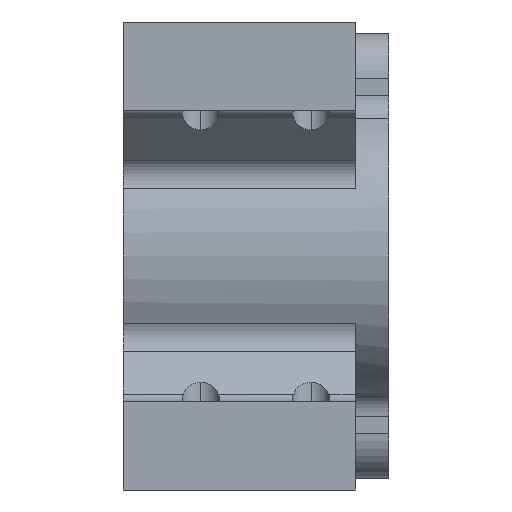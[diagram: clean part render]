
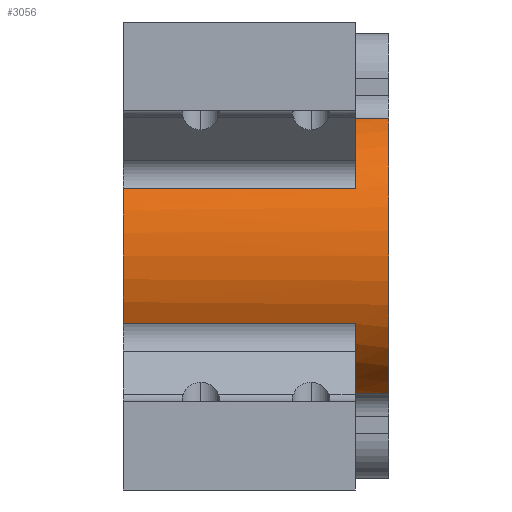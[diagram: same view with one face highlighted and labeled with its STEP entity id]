
A CAD part, left-side view. The second image highlights one B-rep face of the part: STEP entity #3056.
In plain terms, the highlighted cylindrical face has radius 10.735 mm (diameter 21.471 mm), a partial arc.
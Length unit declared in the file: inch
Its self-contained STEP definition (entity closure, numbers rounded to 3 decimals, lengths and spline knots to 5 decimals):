
#55 = VECTOR ( 'NONE', #5433, 39.37008 ) ;
#150 = DIRECTION ( 'NONE',  ( 0., 1., 0. ) ) ;
#171 = CARTESIAN_POINT ( 'NONE',  ( -1.9088, 0., -0.42265 ) ) ;
#185 = CARTESIAN_POINT ( 'NONE',  ( -2.09899, 0.125, 0.37744 ) ) ;
#195 = CARTESIAN_POINT ( 'NONE',  ( -1.9088, 0., 0.42265 ) ) ;
#211 = ORIENTED_EDGE ( 'NONE', *, *, #4791, .F. ) ;
#265 = CARTESIAN_POINT ( 'NONE',  ( -2.09899, 0.125, -0.37744 ) ) ;
#330 = AXIS2_PLACEMENT_3D ( 'NONE', #3029, #150, #4417 ) ;
#444 = EDGE_CURVE ( 'NONE', #5322, #1485, #2767, .T. ) ;
#459 = ORIENTED_EDGE ( 'NONE', *, *, #444, .T. ) ;
#460 = DIRECTION ( 'NONE',  ( 0., 1., 0. ) ) ;
#484 = DIRECTION ( 'NONE',  ( 0., 0., 1. ) ) ;
#521 = CIRCLE ( 'NONE', #3063, 0.42265 ) ;
#553 = CARTESIAN_POINT ( 'NONE',  ( -2.28567, 0., -0.19131 ) ) ;
#672 = VERTEX_POINT ( 'NONE', #265 ) ;
#679 = EDGE_LOOP ( 'NONE', ( #1203, #5288, #459, #1142, #1496, #5500, #1626, #2550, #3246, #5404, #6157, #1521, #2711, #211, #832, #4497 ) ) ;
#697 = VERTEX_POINT ( 'NONE', #3225 ) ;
#721 = CARTESIAN_POINT ( 'NONE',  ( -2.07832, 0., -0.38717 ) ) ;
#748 = VERTEX_POINT ( 'NONE', #3249 ) ;
#786 = CARTESIAN_POINT ( 'NONE',  ( -1.9088, 0.125, 0. ) ) ;
#832 = ORIENTED_EDGE ( 'NONE', *, *, #3548, .T. ) ;
#843 = EDGE_CURVE ( 'NONE', #4690, #2837, #521, .T. ) ;
#869 = CARTESIAN_POINT ( 'NONE',  ( -1.9088, -0.49999, 0. ) ) ;
#1024 = CARTESIAN_POINT ( 'NONE',  ( -2.28567, 0., 0.19131 ) ) ;
#1142 = ORIENTED_EDGE ( 'NONE', *, *, #4800, .F. ) ;
#1183 = DIRECTION ( 'NONE',  ( 0., 0., 1. ) ) ;
#1203 = ORIENTED_EDGE ( 'NONE', *, *, #3772, .F. ) ;
#1228 = DIRECTION ( 'NONE',  ( 0., 1., 0. ) ) ;
#1249 = CARTESIAN_POINT ( 'NONE',  ( -2.07832, -0.62499, -0.38717 ) ) ;
#1269 = DIRECTION ( 'NONE',  ( 0., 0., 1. ) ) ;
#1276 = EDGE_CURVE ( 'NONE', #1637, #672, #5772, .T. ) ;
#1313 = LINE ( 'NONE', #553, #55 ) ;
#1335 = VERTEX_POINT ( 'NONE', #5143 ) ;
#1345 = DIRECTION ( 'NONE',  ( 0., 0., -1. ) ) ;
#1400 = CIRCLE ( 'NONE', #3516, 0.42265 ) ;
#1458 = VECTOR ( 'NONE', #2414, 39.37008 ) ;
#1485 = VERTEX_POINT ( 'NONE', #1249 ) ;
#1496 = ORIENTED_EDGE ( 'NONE', *, *, #2207, .T. ) ;
#1500 = DIRECTION ( 'NONE',  ( 0., 1., 0. ) ) ;
#1521 = ORIENTED_EDGE ( 'NONE', *, *, #5876, .F. ) ;
#1626 = ORIENTED_EDGE ( 'NONE', *, *, #1894, .T. ) ;
#1637 = VERTEX_POINT ( 'NONE', #1993 ) ;
#1683 = LINE ( 'NONE', #171, #5521 ) ;
#1702 = CIRCLE ( 'NONE', #5710, 0.42265 ) ;
#1750 = AXIS2_PLACEMENT_3D ( 'NONE', #5276, #5292, #484 ) ;
#1883 = DIRECTION ( 'NONE',  ( 0., 1., 0. ) ) ;
#1890 = CARTESIAN_POINT ( 'NONE',  ( -1.9088, 0.125, 0.42265 ) ) ;
#1894 = EDGE_CURVE ( 'NONE', #5992, #2837, #2771, .T. ) ;
#1896 = CARTESIAN_POINT ( 'NONE',  ( -2.09899, -0.53037, 0.37744 ) ) ;
#1929 = CARTESIAN_POINT ( 'NONE',  ( -2.09899, 0., -0.37744 ) ) ;
#1987 = EDGE_CURVE ( 'NONE', #4690, #3031, #4572, .T. ) ;
#1993 = CARTESIAN_POINT ( 'NONE',  ( -1.9088, 0.125, -0.42265 ) ) ;
#2071 = CIRCLE ( 'NONE', #3173, 0.42265 ) ;
#2125 = EDGE_CURVE ( 'NONE', #2701, #3031, #1400, .T. ) ;
#2141 = CARTESIAN_POINT ( 'NONE',  ( -2.28567, -0.53037, 0.19131 ) ) ;
#2192 = DIRECTION ( 'NONE',  ( 0., 1., 0. ) ) ;
#2207 = EDGE_CURVE ( 'NONE', #5253, #748, #6125, .T. ) ;
#2208 = CARTESIAN_POINT ( 'NONE',  ( -1.9088, -0.62499, 0. ) ) ;
#2213 = EDGE_CURVE ( 'NONE', #2256, #3746, #1313, .T. ) ;
#2256 = VERTEX_POINT ( 'NONE', #2827 ) ;
#2289 = LINE ( 'NONE', #1024, #3422 ) ;
#2378 = DIRECTION ( 'NONE',  ( 0., 1., 0. ) ) ;
#2414 = DIRECTION ( 'NONE',  ( 0., 1., 0. ) ) ;
#2532 = EDGE_CURVE ( 'NONE', #697, #5322, #2535, .T. ) ;
#2535 = CIRCLE ( 'NONE', #5331, 0.42265 ) ;
#2550 = ORIENTED_EDGE ( 'NONE', *, *, #843, .F. ) ;
#2598 = AXIS2_PLACEMENT_3D ( 'NONE', #869, #4237, #1345 ) ;
#2669 = DIRECTION ( 'NONE',  ( 0., -1., 0. ) ) ;
#2700 = DIRECTION ( 'NONE',  ( 0., 0., -1. ) ) ;
#2701 = VERTEX_POINT ( 'NONE', #2141 ) ;
#2711 = ORIENTED_EDGE ( 'NONE', *, *, #2213, .T. ) ;
#2767 = LINE ( 'NONE', #721, #3881 ) ;
#2771 = LINE ( 'NONE', #195, #5162 ) ;
#2827 = CARTESIAN_POINT ( 'NONE',  ( -2.28567, 0.125, -0.19131 ) ) ;
#2837 = VERTEX_POINT ( 'NONE', #1890 ) ;
#2893 = LINE ( 'NONE', #1929, #1458 ) ;
#3007 = CARTESIAN_POINT ( 'NONE',  ( -1.9088, 0.125, 0. ) ) ;
#3029 = CARTESIAN_POINT ( 'NONE',  ( -1.9088, 0.125, 0. ) ) ;
#3031 = VERTEX_POINT ( 'NONE', #1896 ) ;
#3053 = DIRECTION ( 'NONE',  ( 0., 1., 0. ) ) ;
#3056 = ADVANCED_FACE ( 'NONE', ( #5603 ), #4179, .T. ) ;
#3063 = AXIS2_PLACEMENT_3D ( 'NONE', #3007, #2378, #1183 ) ;
#3144 = CARTESIAN_POINT ( 'NONE',  ( -2.07832, -0.49999, -0.38717 ) ) ;
#3173 = AXIS2_PLACEMENT_3D ( 'NONE', #786, #4166, #1269 ) ;
#3225 = CARTESIAN_POINT ( 'NONE',  ( -1.9088, -0.49999, -0.42265 ) ) ;
#3246 = ORIENTED_EDGE ( 'NONE', *, *, #1987, .T. ) ;
#3249 = CARTESIAN_POINT ( 'NONE',  ( -2.07832, -0.49999, 0.38717 ) ) ;
#3285 = VECTOR ( 'NONE', #5117, 39.37008 ) ;
#3363 = DIRECTION ( 'NONE',  ( 0., 0., -1. ) ) ;
#3422 = VECTOR ( 'NONE', #1500, 39.37008 ) ;
#3427 = EDGE_CURVE ( 'NONE', #748, #5992, #3644, .T. ) ;
#3461 = AXIS2_PLACEMENT_3D ( 'NONE', #4124, #1228, #4612 ) ;
#3516 = AXIS2_PLACEMENT_3D ( 'NONE', #6178, #1883, #5869 ) ;
#3521 = CARTESIAN_POINT ( 'NONE',  ( -2.28567, -0.53037, -0.19131 ) ) ;
#3548 = EDGE_CURVE ( 'NONE', #1335, #672, #2893, .T. ) ;
#3631 = EDGE_CURVE ( 'NONE', #2701, #6083, #2289, .T. ) ;
#3644 = CIRCLE ( 'NONE', #2598, 0.42265 ) ;
#3746 = VERTEX_POINT ( 'NONE', #3521 ) ;
#3772 = EDGE_CURVE ( 'NONE', #697, #1637, #1683, .T. ) ;
#3880 = VECTOR ( 'NONE', #4155, 39.37008 ) ;
#3881 = VECTOR ( 'NONE', #2669, 39.37008 ) ;
#4123 = CARTESIAN_POINT ( 'NONE',  ( -1.9088, -0.49999, 0. ) ) ;
#4124 = CARTESIAN_POINT ( 'NONE',  ( -1.9088, -0.53037, 0. ) ) ;
#4155 = DIRECTION ( 'NONE',  ( 0., 1., 0. ) ) ;
#4166 = DIRECTION ( 'NONE',  ( 0., 1., 0. ) ) ;
#4179 = CYLINDRICAL_SURFACE ( 'NONE', #1750, 0.42265 ) ;
#4237 = DIRECTION ( 'NONE',  ( 0., 1., 0. ) ) ;
#4263 = CIRCLE ( 'NONE', #3461, 0.42265 ) ;
#4417 = DIRECTION ( 'NONE',  ( 0., 0., 1. ) ) ;
#4497 = ORIENTED_EDGE ( 'NONE', *, *, #1276, .F. ) ;
#4527 = CARTESIAN_POINT ( 'NONE',  ( -2.07832, -0.62499, 0.38717 ) ) ;
#4572 = LINE ( 'NONE', #5069, #3285 ) ;
#4612 = DIRECTION ( 'NONE',  ( 0., 0., -1. ) ) ;
#4690 = VERTEX_POINT ( 'NONE', #185 ) ;
#4791 = EDGE_CURVE ( 'NONE', #1335, #3746, #4263, .T. ) ;
#4794 = CARTESIAN_POINT ( 'NONE',  ( -2.28567, 0.125, 0.19131 ) ) ;
#4800 = EDGE_CURVE ( 'NONE', #5253, #1485, #1702, .T. ) ;
#5069 = CARTESIAN_POINT ( 'NONE',  ( -2.09899, 0., 0.37744 ) ) ;
#5117 = DIRECTION ( 'NONE',  ( 0., -1., 0. ) ) ;
#5143 = CARTESIAN_POINT ( 'NONE',  ( -2.09899, -0.53037, -0.37744 ) ) ;
#5162 = VECTOR ( 'NONE', #460, 39.37008 ) ;
#5238 = CARTESIAN_POINT ( 'NONE',  ( -2.07832, 0., 0.38717 ) ) ;
#5253 = VERTEX_POINT ( 'NONE', #4527 ) ;
#5276 = CARTESIAN_POINT ( 'NONE',  ( -1.9088, 0., 0. ) ) ;
#5288 = ORIENTED_EDGE ( 'NONE', *, *, #2532, .T. ) ;
#5292 = DIRECTION ( 'NONE',  ( 0., 1., 0. ) ) ;
#5322 = VERTEX_POINT ( 'NONE', #3144 ) ;
#5331 = AXIS2_PLACEMENT_3D ( 'NONE', #4123, #2192, #3363 ) ;
#5404 = ORIENTED_EDGE ( 'NONE', *, *, #2125, .F. ) ;
#5433 = DIRECTION ( 'NONE',  ( 0., -1., 0. ) ) ;
#5500 = ORIENTED_EDGE ( 'NONE', *, *, #3427, .T. ) ;
#5521 = VECTOR ( 'NONE', #3053, 39.37008 ) ;
#5570 = DIRECTION ( 'NONE',  ( 0., -1., 0. ) ) ;
#5603 = FACE_OUTER_BOUND ( 'NONE', #679, .T. ) ;
#5684 = CARTESIAN_POINT ( 'NONE',  ( -1.9088, -0.49999, 0.42265 ) ) ;
#5710 = AXIS2_PLACEMENT_3D ( 'NONE', #2208, #5570, #2700 ) ;
#5772 = CIRCLE ( 'NONE', #330, 0.42265 ) ;
#5869 = DIRECTION ( 'NONE',  ( 0., 0., -1. ) ) ;
#5876 = EDGE_CURVE ( 'NONE', #2256, #6083, #2071, .T. ) ;
#5992 = VERTEX_POINT ( 'NONE', #5684 ) ;
#6083 = VERTEX_POINT ( 'NONE', #4794 ) ;
#6125 = LINE ( 'NONE', #5238, #3880 ) ;
#6157 = ORIENTED_EDGE ( 'NONE', *, *, #3631, .T. ) ;
#6178 = CARTESIAN_POINT ( 'NONE',  ( -1.9088, -0.53037, 0. ) ) ;
